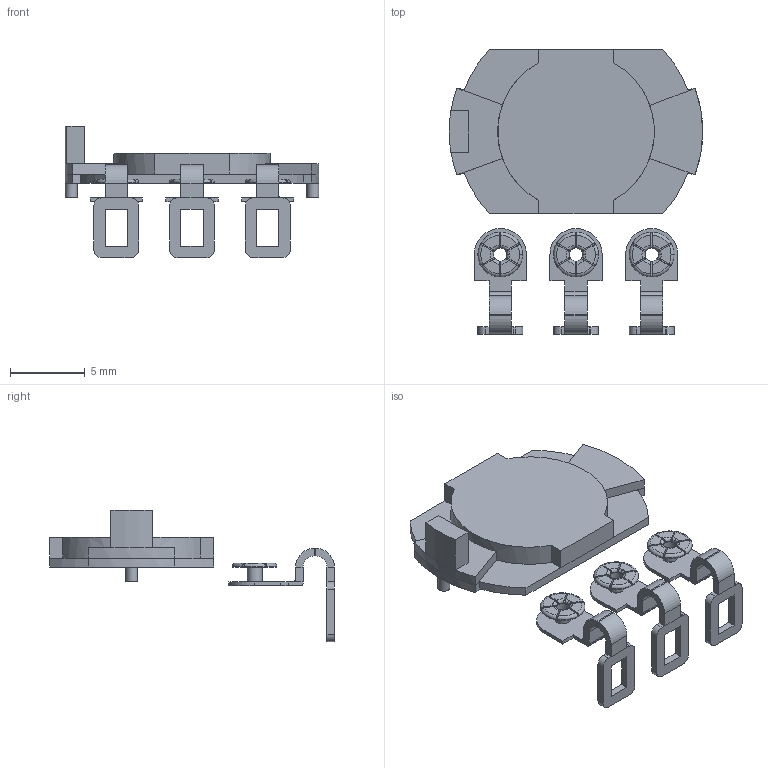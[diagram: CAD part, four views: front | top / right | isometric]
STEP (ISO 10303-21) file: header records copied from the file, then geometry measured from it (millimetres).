
FILE_DESCRIPTION(('FreeCAD Model'),'2;1');
FILE_NAME( 'alpha16mm.step', '2019-05-17T14:18:01',('Author'),(''), 'Open CASCADE STEP processor 7.3','FreeCAD','Unknown');
FILE_SCHEMA(('AUTOMOTIVE_DESIGN { 1 0 10303 214 1 1 1 1 }'));
Length unit declared in the file: millimetre
Products named in the file (4): Metal_Body,_16_mm; Terminal3Type10; Terminal2Type10; Terminal1Type10
Bounding box: 17 x 19.1 x 8.8 mm (x, y, z)
Volume: 218.8 mm3; surface area: 777.7 mm2
Topology: 4 solids, 4 shells, 334 faces, 802 edges, 480 vertices
Faces by surface type: plane 227, cylinder 65, torus 42
Full cylindrical faces by diameter (mm): 0.8 x2, 0.9 x9, 1 x3, 3 x3, 10 x1
Entity records: 10363 total; most frequent: CARTESIAN_POINT 2481, DIRECTION 1666, ORIENTED_EDGE 1604, EDGE_CURVE 802, AXIS2_PLACEMENT_3D 601, VERTEX_POINT 480, LINE 464, VECTOR 464
